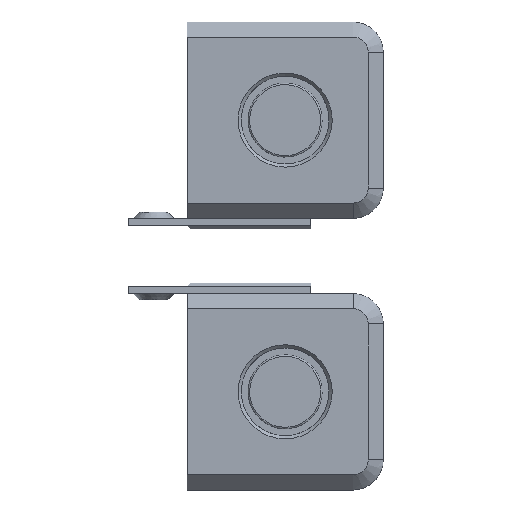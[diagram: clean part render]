
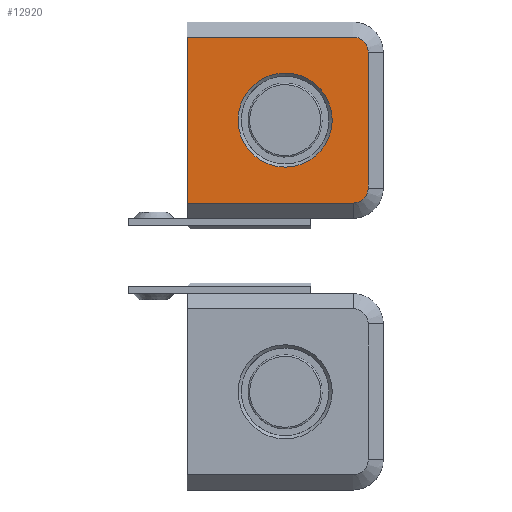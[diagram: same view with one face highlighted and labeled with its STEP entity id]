
A CAD part, top view. The second image highlights one B-rep face of the part: STEP entity #12920.
In plain terms, the highlighted planar face has unit normal (0, 0, 1).
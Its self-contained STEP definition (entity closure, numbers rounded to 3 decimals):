
#129=FACE_BOUND('',#2151,.T.);
#716=PLANE('',#14385);
#1387=FACE_OUTER_BOUND('',#2150,.T.);
#2150=EDGE_LOOP('',(#11729,#11730,#11731,#11732,#11733,#11734));
#2151=EDGE_LOOP('',(#11735));
#3184=LINE('',#22613,#4253);
#3185=LINE('',#22617,#4254);
#3186=LINE('',#22621,#4255);
#3187=LINE('',#22622,#4256);
#4253=VECTOR('',#18140,10.);
#4254=VECTOR('',#18143,10.);
#4255=VECTOR('',#18146,10.);
#4256=VECTOR('',#18147,10.);
#5034=CIRCLE('',#14384,15.586);
#5035=CIRCLE('',#14386,5.);
#5036=CIRCLE('',#14387,5.);
#6292=VERTEX_POINT('',#22607);
#6293=VERTEX_POINT('',#22611);
#6294=VERTEX_POINT('',#22612);
#6295=VERTEX_POINT('',#22614);
#6296=VERTEX_POINT('',#22616);
#6297=VERTEX_POINT('',#22618);
#6298=VERTEX_POINT('',#22620);
#8121=EDGE_CURVE('',#6292,#6292,#5034,.T.);
#8122=EDGE_CURVE('',#6293,#6294,#3184,.T.);
#8123=EDGE_CURVE('',#6295,#6293,#5035,.T.);
#8124=EDGE_CURVE('',#6296,#6295,#3185,.T.);
#8125=EDGE_CURVE('',#6297,#6296,#5036,.T.);
#8126=EDGE_CURVE('',#6298,#6297,#3186,.T.);
#8127=EDGE_CURVE('',#6294,#6298,#3187,.T.);
#11729=ORIENTED_EDGE('',*,*,#8122,.F.);
#11730=ORIENTED_EDGE('',*,*,#8123,.F.);
#11731=ORIENTED_EDGE('',*,*,#8124,.F.);
#11732=ORIENTED_EDGE('',*,*,#8125,.F.);
#11733=ORIENTED_EDGE('',*,*,#8126,.F.);
#11734=ORIENTED_EDGE('',*,*,#8127,.F.);
#11735=ORIENTED_EDGE('',*,*,#8121,.F.);
#12920=ADVANCED_FACE('',(#1387,#129),#716,.T.);
#14384=AXIS2_PLACEMENT_3D('',#22609,#18136,#18137);
#14385=AXIS2_PLACEMENT_3D('',#22610,#18138,#18139);
#14386=AXIS2_PLACEMENT_3D('',#22615,#18141,#18142);
#14387=AXIS2_PLACEMENT_3D('',#22619,#18144,#18145);
#18136=DIRECTION('center_axis',(0.,0.,
1.));
#18137=DIRECTION('ref_axis',(-1.,0.,0.));
#18138=DIRECTION('center_axis',(0.,0.,
1.));
#18139=DIRECTION('ref_axis',(1.,0.,0.));
#18140=DIRECTION('',(-1.,0.,0.));
#18141=DIRECTION('center_axis',(0.,0.,
-1.));
#18142=DIRECTION('ref_axis',(0.707,-0.707,0.));
#18143=DIRECTION('',(0.,-1.,0.));
#18144=DIRECTION('center_axis',(0.,0.,
-1.));
#18145=DIRECTION('ref_axis',(0.707,0.707,0.));
#18146=DIRECTION('',(1.,0.,0.));
#18147=DIRECTION('',(0.,1.,0.));
#22607=CARTESIAN_POINT('',(151.586,55.,19.8));
#22609=CARTESIAN_POINT('Origin',(136.,55.,19.8));
#22610=CARTESIAN_POINT('Origin',(136.,55.,19.8));
#22611=CARTESIAN_POINT('',(158.5,27.5,19.8));
#22612=CARTESIAN_POINT('',(103.5,27.5,19.8));
#22613=CARTESIAN_POINT('',(119.75,27.5,19.8));
#22614=CARTESIAN_POINT('',(163.5,32.5,19.8));
#22615=CARTESIAN_POINT('Origin',(158.5,32.5,19.8));
#22616=CARTESIAN_POINT('',(163.5,77.5,19.8));
#22617=CARTESIAN_POINT('',(163.5,38.75,19.8));
#22618=CARTESIAN_POINT('',(158.5,82.5,19.8));
#22619=CARTESIAN_POINT('Origin',(158.5,77.5,19.8));
#22620=CARTESIAN_POINT('',(103.5,82.5,19.8));
#22621=CARTESIAN_POINT('',(152.25,82.5,19.8));
#22622=CARTESIAN_POINT('',(103.5,71.25,19.8));
